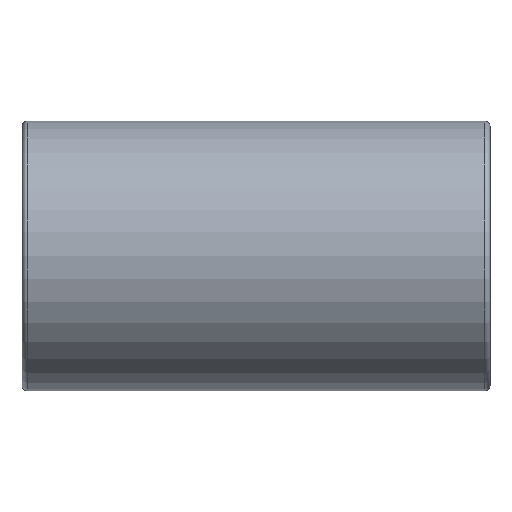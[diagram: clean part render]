
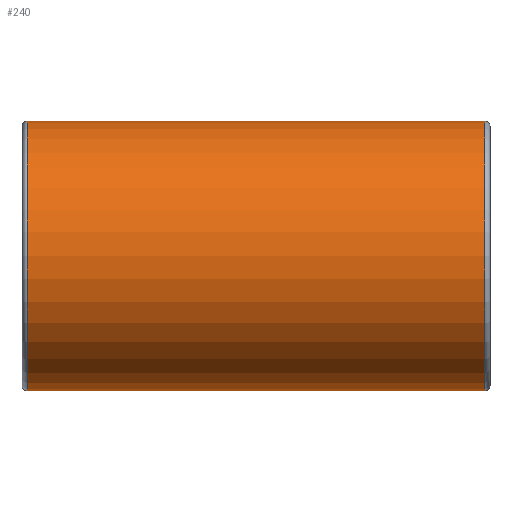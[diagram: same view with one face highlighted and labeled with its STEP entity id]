
A CAD part, top view. The second image highlights one B-rep face of the part: STEP entity #240.
In plain terms, the highlighted cylindrical face has radius 26.5 mm (diameter 53 mm), a full revolution.
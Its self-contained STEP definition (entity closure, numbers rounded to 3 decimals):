
#15=B_SPLINE_CURVE_WITH_KNOTS('',3,(#406,#407,#408,#409,#410,#411,#412,
#413,#414,#415,#416,#417,#418,#419,#420,#421,#422,#423,#424,#425,#426,#427,
#428,#429,#430,#431,#432,#433,#434,#435),.UNSPECIFIED.,.F.,.F.,(4,2,2,2,
2,2,2,2,2,2,2,2,2,2,4),(2.761,3.104,3.448,
3.791,4.134,4.828,5.175,5.522,
5.869,6.216,6.91,7.253,7.597,
7.94,8.283),.UNSPECIFIED.);
#16=B_SPLINE_CURVE_WITH_KNOTS('',3,(#440,#441,#442,#443,#444,#445,#446,
#447,#448,#449,#450,#451,#452,#453,#454,#455),.UNSPECIFIED.,.F.,.F.,(4,
2,2,2,2,2,2,4),(8.283,8.626,8.97,9.313,
9.656,10.35,10.697,11.044),
 .UNSPECIFIED.);
#17=B_SPLINE_CURVE_WITH_KNOTS('',3,(#456,#457,#458,#459,#460,#461,#462,
#463,#464,#465,#466,#467,#468,#469,#470,#471),.UNSPECIFIED.,.F.,.F.,(4,
2,2,2,2,2,2,4),(0.,0.347,0.694,1.388,
1.731,2.075,2.418,2.761),
 .UNSPECIFIED.);
#39=FACE_OUTER_BOUND('',#56,.T.);
#56=EDGE_LOOP('',(#174,#175,#176,#177,#178,#179,#180,#181,#182));
#75=LINE('',#404,#84);
#76=LINE('',#437,#85);
#84=VECTOR('',#330,26.5);
#85=VECTOR('',#331,26.5);
#97=CIRCLE('',#281,26.5);
#98=CIRCLE('',#283,26.5);
#114=VERTEX_POINT('',#399);
#115=VERTEX_POINT('',#403);
#116=VERTEX_POINT('',#405);
#117=VERTEX_POINT('',#436);
#118=VERTEX_POINT('',#439);
#137=EDGE_CURVE('',#114,#114,#97,.T.);
#138=EDGE_CURVE('',#114,#115,#75,.T.);
#139=EDGE_CURVE('',#115,#116,#15,.T.);
#140=EDGE_CURVE('',#116,#117,#76,.T.);
#141=EDGE_CURVE('',#117,#117,#98,.T.);
#142=EDGE_CURVE('',#116,#118,#16,.T.);
#143=EDGE_CURVE('',#118,#115,#17,.T.);
#174=ORIENTED_EDGE('',*,*,#137,.F.);
#175=ORIENTED_EDGE('',*,*,#138,.T.);
#176=ORIENTED_EDGE('',*,*,#139,.T.);
#177=ORIENTED_EDGE('',*,*,#140,.T.);
#178=ORIENTED_EDGE('',*,*,#141,.F.);
#179=ORIENTED_EDGE('',*,*,#140,.F.);
#180=ORIENTED_EDGE('',*,*,#142,.T.);
#181=ORIENTED_EDGE('',*,*,#143,.T.);
#182=ORIENTED_EDGE('',*,*,#138,.F.);
#231=CYLINDRICAL_SURFACE('',#282,26.5);
#240=ADVANCED_FACE('',(#39),#231,.T.);
#281=AXIS2_PLACEMENT_3D('',#401,#326,#327);
#282=AXIS2_PLACEMENT_3D('',#402,#328,#329);
#283=AXIS2_PLACEMENT_3D('',#438,#332,#333);
#326=DIRECTION('center_axis',(-1.,0.,0.));
#327=DIRECTION('ref_axis',(0.,0.,-1.));
#328=DIRECTION('center_axis',(-1.,0.,0.));
#329=DIRECTION('ref_axis',(0.,0.,1.));
#330=DIRECTION('',(1.,0.,0.));
#331=DIRECTION('',(1.,0.,0.));
#332=DIRECTION('center_axis',(1.,0.,0.));
#333=DIRECTION('ref_axis',(0.,0.,-1.));
#399=CARTESIAN_POINT('',(-45.,0.,-26.5));
#401=CARTESIAN_POINT('Origin',(-45.,0.,0.));
#402=CARTESIAN_POINT('Origin',(0.,0.,0.));
#403=CARTESIAN_POINT('',(-17.6,0.,-26.5));
#404=CARTESIAN_POINT('',(0.,0.,-26.5));
#405=CARTESIAN_POINT('',(17.6,0.,-26.5));
#406=CARTESIAN_POINT('Ctrl Pts',(-17.6,0.,-26.5));
#407=CARTESIAN_POINT('Ctrl Pts',(-17.6,-1.144,-26.5));
#408=CARTESIAN_POINT('Ctrl Pts',(-17.487,-2.316,-26.424));
#409=CARTESIAN_POINT('Ctrl Pts',(-17.022,-4.624,-26.119));
#410=CARTESIAN_POINT('Ctrl Pts',(-16.672,-5.761,-25.89));
#411=CARTESIAN_POINT('Ctrl Pts',(-15.761,-7.92,-25.313));
#412=CARTESIAN_POINT('Ctrl Pts',(-15.2,-8.946,-24.965));
#413=CARTESIAN_POINT('Ctrl Pts',(-13.921,-10.829,-24.208));
#414=CARTESIAN_POINT('Ctrl Pts',(-13.202,-11.688,-23.799));
#415=CARTESIAN_POINT('Ctrl Pts',(-10.914,-13.976,-22.582));
#416=CARTESIAN_POINT('Ctrl Pts',(-8.987,-15.311,-21.66));
#417=CARTESIAN_POINT('Ctrl Pts',(-5.766,-16.67,-20.608));
#418=CARTESIAN_POINT('Ctrl Pts',(-4.636,-17.019,-20.315));
#419=CARTESIAN_POINT('Ctrl Pts',(-2.332,-17.484,-19.916));
#420=CARTESIAN_POINT('Ctrl Pts',(-1.157,-17.6,-19.811));
#421=CARTESIAN_POINT('Ctrl Pts',(1.157,-17.6,-19.811));
#422=CARTESIAN_POINT('Ctrl Pts',(2.332,-17.484,-19.916));
#423=CARTESIAN_POINT('Ctrl Pts',(4.636,-17.019,-20.315));
#424=CARTESIAN_POINT('Ctrl Pts',(5.766,-16.67,-20.608));
#425=CARTESIAN_POINT('Ctrl Pts',(8.987,-15.311,-21.66));
#426=CARTESIAN_POINT('Ctrl Pts',(10.914,-13.976,-22.582));
#427=CARTESIAN_POINT('Ctrl Pts',(13.202,-11.688,-23.799));
#428=CARTESIAN_POINT('Ctrl Pts',(13.921,-10.829,-24.208));
#429=CARTESIAN_POINT('Ctrl Pts',(15.2,-8.946,-24.965));
#430=CARTESIAN_POINT('Ctrl Pts',(15.761,-7.92,-25.313));
#431=CARTESIAN_POINT('Ctrl Pts',(16.672,-5.761,-25.89));
#432=CARTESIAN_POINT('Ctrl Pts',(17.022,-4.624,-26.119));
#433=CARTESIAN_POINT('Ctrl Pts',(17.487,-2.316,-26.424));
#434=CARTESIAN_POINT('Ctrl Pts',(17.6,-1.144,-26.5));
#435=CARTESIAN_POINT('Ctrl Pts',(17.6,0.,-26.5));
#436=CARTESIAN_POINT('',(45.,0.,-26.5));
#437=CARTESIAN_POINT('',(0.,0.,-26.5));
#438=CARTESIAN_POINT('Origin',(45.,0.,0.));
#439=CARTESIAN_POINT('',(0.,17.6,-19.811));
#440=CARTESIAN_POINT('Ctrl Pts',(17.6,0.,-26.5));
#441=CARTESIAN_POINT('Ctrl Pts',(17.6,1.144,-26.5));
#442=CARTESIAN_POINT('Ctrl Pts',(17.487,2.316,-26.424));
#443=CARTESIAN_POINT('Ctrl Pts',(17.022,4.624,-26.119));
#444=CARTESIAN_POINT('Ctrl Pts',(16.672,5.761,-25.89));
#445=CARTESIAN_POINT('Ctrl Pts',(15.761,7.92,-25.313));
#446=CARTESIAN_POINT('Ctrl Pts',(15.2,8.946,-24.965));
#447=CARTESIAN_POINT('Ctrl Pts',(13.921,10.829,-24.208));
#448=CARTESIAN_POINT('Ctrl Pts',(13.202,11.688,-23.799));
#449=CARTESIAN_POINT('Ctrl Pts',(10.914,13.976,-22.582));
#450=CARTESIAN_POINT('Ctrl Pts',(8.987,15.311,-21.66));
#451=CARTESIAN_POINT('Ctrl Pts',(5.766,16.67,-20.608));
#452=CARTESIAN_POINT('Ctrl Pts',(4.636,17.019,-20.315));
#453=CARTESIAN_POINT('Ctrl Pts',(2.332,17.484,-19.916));
#454=CARTESIAN_POINT('Ctrl Pts',(1.157,17.6,-19.811));
#455=CARTESIAN_POINT('Ctrl Pts',(0.,17.6,-19.811));
#456=CARTESIAN_POINT('Ctrl Pts',(0.,17.6,-19.811));
#457=CARTESIAN_POINT('Ctrl Pts',(-1.157,17.6,-19.811));
#458=CARTESIAN_POINT('Ctrl Pts',(-2.332,17.484,-19.916));
#459=CARTESIAN_POINT('Ctrl Pts',(-4.636,17.019,-20.315));
#460=CARTESIAN_POINT('Ctrl Pts',(-5.766,16.67,-20.608));
#461=CARTESIAN_POINT('Ctrl Pts',(-8.987,15.311,-21.66));
#462=CARTESIAN_POINT('Ctrl Pts',(-10.914,13.976,-22.582));
#463=CARTESIAN_POINT('Ctrl Pts',(-13.202,11.688,-23.799));
#464=CARTESIAN_POINT('Ctrl Pts',(-13.921,10.829,-24.208));
#465=CARTESIAN_POINT('Ctrl Pts',(-15.2,8.946,-24.965));
#466=CARTESIAN_POINT('Ctrl Pts',(-15.761,7.92,-25.313));
#467=CARTESIAN_POINT('Ctrl Pts',(-16.672,5.761,-25.89));
#468=CARTESIAN_POINT('Ctrl Pts',(-17.022,4.624,-26.119));
#469=CARTESIAN_POINT('Ctrl Pts',(-17.487,2.316,-26.424));
#470=CARTESIAN_POINT('Ctrl Pts',(-17.6,1.144,-26.5));
#471=CARTESIAN_POINT('Ctrl Pts',(-17.6,0.,-26.5));
